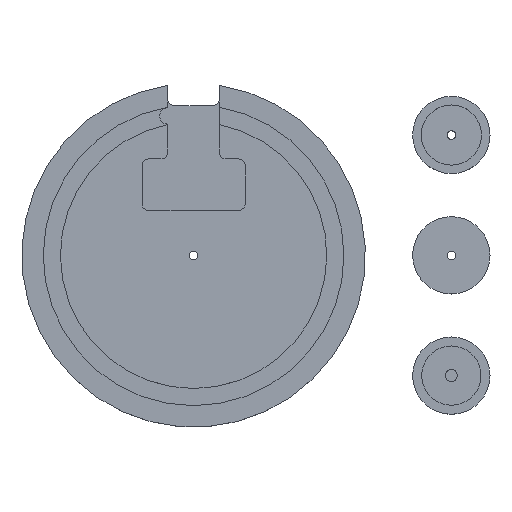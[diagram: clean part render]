
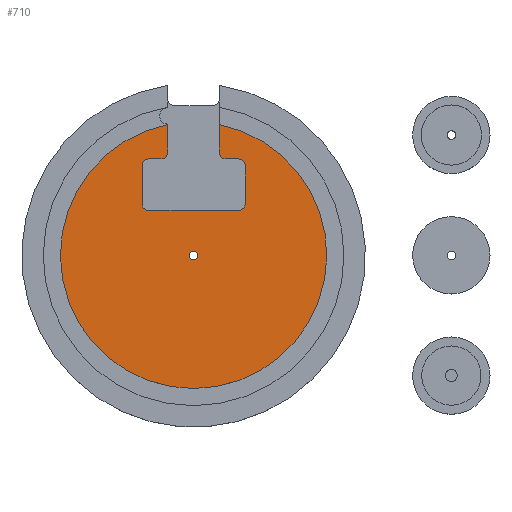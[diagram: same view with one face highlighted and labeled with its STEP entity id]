
A CAD part, top view. The second image highlights one B-rep face of the part: STEP entity #710.
In plain terms, the highlighted planar face has unit normal (0, 0, 1).
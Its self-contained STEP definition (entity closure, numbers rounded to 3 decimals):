
#21=FACE_BOUND('',#118,.T.);
#41=PLANE('',#792);
#73=FACE_OUTER_BOUND('',#117,.T.);
#117=EDGE_LOOP('',(#579,#580,#581,#582,#583,#584,#585,#586,#587,#588,#589,
#590,#591,#592));
#118=EDGE_LOOP('',(#593));
#154=LINE('',#1084,#211);
#173=LINE('',#1129,#230);
#174=LINE('',#1135,#231);
#179=LINE('',#1149,#236);
#183=LINE('',#1161,#240);
#187=LINE('',#1173,#244);
#191=LINE('',#1188,#248);
#211=VECTOR('',#851,10.);
#230=VECTOR('',#888,10.);
#231=VECTOR('',#895,10.);
#236=VECTOR('',#908,10.);
#240=VECTOR('',#920,10.);
#244=VECTOR('',#932,10.);
#248=VECTOR('',#950,10.);
#269=CIRCLE('',#762,77.5);
#271=CIRCLE('',#768,4.);
#273=CIRCLE('',#772,4.);
#275=CIRCLE('',#776,4.);
#277=CIRCLE('',#780,4.);
#279=CIRCLE('',#783,4.);
#281=CIRCLE('',#787,4.);
#285=CIRCLE('',#793,2.5);
#311=VERTEX_POINT('',#1081);
#312=VERTEX_POINT('',#1083);
#323=VERTEX_POINT('',#1113);
#329=VERTEX_POINT('',#1127);
#330=VERTEX_POINT('',#1133);
#331=VERTEX_POINT('',#1134);
#334=VERTEX_POINT('',#1142);
#336=VERTEX_POINT('',#1148);
#338=VERTEX_POINT('',#1154);
#340=VERTEX_POINT('',#1160);
#342=VERTEX_POINT('',#1166);
#344=VERTEX_POINT('',#1172);
#346=VERTEX_POINT('',#1181);
#348=VERTEX_POINT('',#1187);
#352=VERTEX_POINT('',#1202);
#378=EDGE_CURVE('',#312,#311,#154,.T.);
#394=EDGE_CURVE('',#311,#323,#269,.T.);
#401=EDGE_CURVE('',#329,#323,#173,.T.);
#403=EDGE_CURVE('',#330,#331,#174,.T.);
#407=EDGE_CURVE('',#334,#330,#271,.T.);
#410=EDGE_CURVE('',#336,#334,#179,.T.);
#413=EDGE_CURVE('',#338,#336,#273,.T.);
#416=EDGE_CURVE('',#340,#338,#183,.T.);
#419=EDGE_CURVE('',#342,#340,#275,.T.);
#422=EDGE_CURVE('',#344,#342,#187,.T.);
#425=EDGE_CURVE('',#329,#344,#277,.T.);
#427=EDGE_CURVE('',#346,#312,#279,.T.);
#430=EDGE_CURVE('',#348,#346,#191,.T.);
#433=EDGE_CURVE('',#331,#348,#281,.T.);
#438=EDGE_CURVE('',#352,#352,#285,.T.);
#579=ORIENTED_EDGE('',*,*,#394,.T.);
#580=ORIENTED_EDGE('',*,*,#401,.F.);
#581=ORIENTED_EDGE('',*,*,#425,.T.);
#582=ORIENTED_EDGE('',*,*,#422,.T.);
#583=ORIENTED_EDGE('',*,*,#419,.T.);
#584=ORIENTED_EDGE('',*,*,#416,.T.);
#585=ORIENTED_EDGE('',*,*,#413,.T.);
#586=ORIENTED_EDGE('',*,*,#410,.T.);
#587=ORIENTED_EDGE('',*,*,#407,.T.);
#588=ORIENTED_EDGE('',*,*,#403,.T.);
#589=ORIENTED_EDGE('',*,*,#433,.T.);
#590=ORIENTED_EDGE('',*,*,#430,.T.);
#591=ORIENTED_EDGE('',*,*,#427,.T.);
#592=ORIENTED_EDGE('',*,*,#378,.T.);
#593=ORIENTED_EDGE('',*,*,#438,.T.);
#710=ADVANCED_FACE('',(#73,#21),#41,.T.);
#762=AXIS2_PLACEMENT_3D('',#1115,#878,#879);
#768=AXIS2_PLACEMENT_3D('',#1143,#901,#902);
#772=AXIS2_PLACEMENT_3D('',#1155,#913,#914);
#776=AXIS2_PLACEMENT_3D('',#1167,#925,#926);
#780=AXIS2_PLACEMENT_3D('',#1178,#937,#938);
#783=AXIS2_PLACEMENT_3D('',#1182,#943,#944);
#787=AXIS2_PLACEMENT_3D('',#1193,#955,#956);
#792=AXIS2_PLACEMENT_3D('',#1201,#966,#967);
#793=AXIS2_PLACEMENT_3D('',#1203,#968,#969);
#851=DIRECTION('',(0.,1.,0.));
#878=DIRECTION('center_axis',(0.,0.,1.));
#879=DIRECTION('ref_axis',(1.,0.,0.));
#888=DIRECTION('',(0.,1.,0.));
#895=DIRECTION('',(0.,1.,0.));
#901=DIRECTION('center_axis',(0.,0.,-1.));
#902=DIRECTION('ref_axis',(-1.,0.,0.));
#908=DIRECTION('',(-1.,0.,0.));
#913=DIRECTION('center_axis',(0.,0.,-1.));
#914=DIRECTION('ref_axis',(0.,-1.,0.));
#920=DIRECTION('',(0.,-1.,0.));
#925=DIRECTION('center_axis',(0.,0.,-1.));
#926=DIRECTION('ref_axis',(1.,0.,0.));
#932=DIRECTION('',(1.,0.,0.));
#937=DIRECTION('center_axis',(0.,0.,1.));
#938=DIRECTION('ref_axis',(-1.,0.,0.));
#943=DIRECTION('center_axis',(0.,0.,1.));
#944=DIRECTION('ref_axis',(0.,-1.,0.));
#950=DIRECTION('',(1.,0.,0.));
#955=DIRECTION('center_axis',(0.,0.,-1.));
#956=DIRECTION('ref_axis',(0.,1.,0.));
#966=DIRECTION('center_axis',(0.,0.,1.));
#967=DIRECTION('ref_axis',(1.,0.,0.));
#968=DIRECTION('center_axis',(0.,0.,-1.));
#969=DIRECTION('ref_axis',(1.,0.,0.));
#1081=CARTESIAN_POINT('',(-15.,76.035,0.));
#1083=CARTESIAN_POINT('',(-15.,60.1,0.));
#1084=CARTESIAN_POINT('',(-15.,29.767,0.));
#1113=CARTESIAN_POINT('',(15.,76.035,0.));
#1115=CARTESIAN_POINT('Origin',(0.,0.,0.));
#1127=CARTESIAN_POINT('',(15.,60.1,0.));
#1129=CARTESIAN_POINT('',(15.,91.1,0.));
#1133=CARTESIAN_POINT('',(-30.,30.1,0.));
#1134=CARTESIAN_POINT('',(-30.,52.1,0.));
#1135=CARTESIAN_POINT('',(-30.,14.767,0.));
#1142=CARTESIAN_POINT('',(-26.,26.1,0.));
#1143=CARTESIAN_POINT('Origin',(-26.,30.1,0.));
#1148=CARTESIAN_POINT('',(26.,26.1,0.));
#1149=CARTESIAN_POINT('',(13.,26.1,0.));
#1154=CARTESIAN_POINT('',(30.,30.1,0.));
#1155=CARTESIAN_POINT('Origin',(26.,30.1,0.));
#1160=CARTESIAN_POINT('',(30.,52.1,0.));
#1161=CARTESIAN_POINT('',(30.,25.767,0.));
#1166=CARTESIAN_POINT('',(26.,56.1,0.));
#1167=CARTESIAN_POINT('Origin',(26.,52.1,0.));
#1172=CARTESIAN_POINT('',(19.,56.1,0.));
#1173=CARTESIAN_POINT('',(9.5,56.1,0.));
#1178=CARTESIAN_POINT('Origin',(19.,60.1,0.));
#1181=CARTESIAN_POINT('',(-19.,56.1,0.));
#1182=CARTESIAN_POINT('Origin',(-19.,60.1,0.));
#1187=CARTESIAN_POINT('',(-26.,56.1,0.));
#1188=CARTESIAN_POINT('',(-13.,56.1,0.));
#1193=CARTESIAN_POINT('Origin',(-26.,52.1,0.));
#1201=CARTESIAN_POINT('Origin',(0.,-0.566,0.));
#1202=CARTESIAN_POINT('',(-2.5,0.,0.));
#1203=CARTESIAN_POINT('Origin',(0.,0.,0.));
